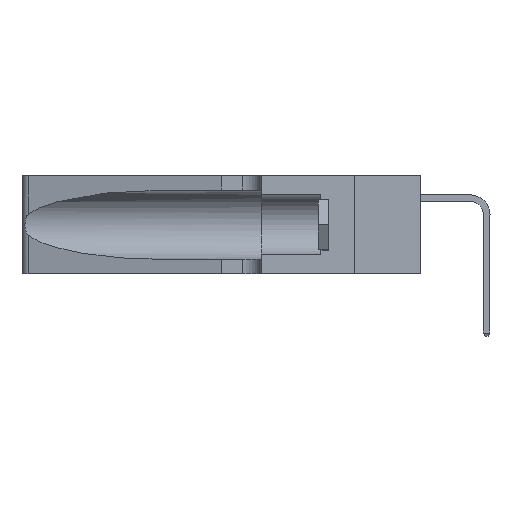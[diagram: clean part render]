
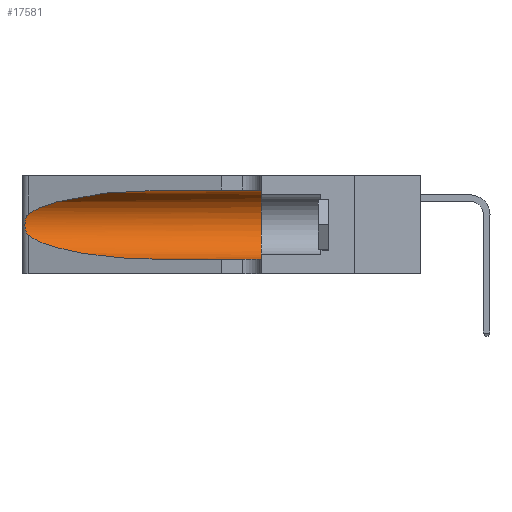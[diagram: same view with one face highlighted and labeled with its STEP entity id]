
A CAD part, left-side view. The second image highlights one B-rep face of the part: STEP entity #17581.
In plain terms, the highlighted cylindrical face has radius 3.308 mm (diameter 6.617 mm), a partial arc.
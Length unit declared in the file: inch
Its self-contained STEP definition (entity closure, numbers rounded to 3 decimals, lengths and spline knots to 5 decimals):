
#129 = EDGE_CURVE ( 'NONE', #6495, #21925, #6318, .T. ) ;
#502 = EDGE_CURVE ( 'NONE', #17213, #6495, #8683, .T. ) ;
#1050 = CARTESIAN_POINT ( 'NONE',  ( 0.25487, 1.22718, 0.14631 ) ) ;
#1246 = CIRCLE ( 'NONE', #11363, 0.13025 ) ;
#1266 = CARTESIAN_POINT ( 'NONE',  ( 0.25487, 1.22718, 0.22369 ) ) ;
#1285 = DIRECTION ( 'NONE',  ( 0., 0., 1. ) ) ;
#1511 = CARTESIAN_POINT ( 'NONE',  ( 0.2373, 1.15595, 0.28018 ) ) ;
#1647 =( BOUNDED_CURVE ( )  B_SPLINE_CURVE ( 3, ( #1050, #11453, #13135, #2827 ),
 .UNSPECIFIED., .F., .F. ) 
 B_SPLINE_CURVE_WITH_KNOTS ( ( 4, 4 ),
 ( 3.44316, 4.71239 ),
 .UNSPECIFIED. ) 
 CURVE ( )  GEOMETRIC_REPRESENTATION_ITEM ( )  RATIONAL_B_SPLINE_CURVE ( ( 1., 0.87, 0.87, 1. ) ) 
 REPRESENTATION_ITEM ( '' )  );
#1934 = CARTESIAN_POINT ( 'NONE',  ( 0.1305, 1.61858, 0.31525 ) ) ;
#2181 = EDGE_CURVE ( 'NONE', #17213, #11017, #16131, .T. ) ;
#2731 = ORIENTED_EDGE ( 'NONE', *, *, #2181, .F. ) ;
#2827 = CARTESIAN_POINT ( 'NONE',  ( 0.1305, 0.72297, 0.05475 ) ) ;
#3425 = CARTESIAN_POINT ( 'NONE',  ( 0.18966, 0.96281, 0.31525 ) ) ;
#3902 = CARTESIAN_POINT ( 'NONE',  ( 0.1305, 0.72297, 0.05475 ) ) ;
#4143 = CARTESIAN_POINT ( 'NONE',  ( 0.25487, 1.22718, 0.22369 ) ) ;
#5660 = DIRECTION ( 'NONE',  ( 0., -1., 0. ) ) ;
#5932 = EDGE_CURVE ( 'NONE', #11017, #8641, #1246, .T. ) ;
#6265 = ORIENTED_EDGE ( 'NONE', *, *, #129, .T. ) ;
#6318 = B_SPLINE_CURVE_WITH_KNOTS ( 'NONE', 3,
 ( #21195, #19511, #19637, #19581, #15546, #17890, #17868, #17199, #15469, #17406, #15369, #16175, #19774, #15762 ),
 .UNSPECIFIED., .F., .F.,
 ( 4, 2, 2, 2, 2, 2, 4 ),
 ( 0., 0.00027, 0.00053, 0.00107, 0.0016, 0.00187, 0.00214 ),
 .UNSPECIFIED. ) ;
#6495 = VERTEX_POINT ( 'NONE', #1266 ) ;
#6578 = DIRECTION ( 'NONE',  ( 0., -1., 0. ) ) ;
#7804 = ORIENTED_EDGE ( 'NONE', *, *, #502, .T. ) ;
#7815 = ORIENTED_EDGE ( 'NONE', *, *, #16000, .T. ) ;
#7821 = EDGE_LOOP ( 'NONE', ( #7804, #6265, #11835, #7815, #9668, #2731 ) ) ;
#7983 = FACE_OUTER_BOUND ( 'NONE', #7821, .T. ) ;
#8641 = VERTEX_POINT ( 'NONE', #18689 ) ;
#8683 =( BOUNDED_CURVE ( )  B_SPLINE_CURVE ( 3, ( #14376, #3425, #1511, #4143 ),
 .UNSPECIFIED., .F., .F. ) 
 B_SPLINE_CURVE_WITH_KNOTS ( ( 4, 4 ),
 ( 1.5708, 2.84003 ),
 .UNSPECIFIED. ) 
 CURVE ( )  GEOMETRIC_REPRESENTATION_ITEM ( )  RATIONAL_B_SPLINE_CURVE ( ( 1., 0.87, 0.87, 1. ) ) 
 REPRESENTATION_ITEM ( '' )  );
#9060 = EDGE_CURVE ( 'NONE', #21925, #14869, #1647, .T. ) ;
#9668 = ORIENTED_EDGE ( 'NONE', *, *, #5932, .F. ) ;
#11017 = VERTEX_POINT ( 'NONE', #14318 ) ;
#11363 = AXIS2_PLACEMENT_3D ( 'NONE', #21696, #11682, #1285 ) ;
#11453 = CARTESIAN_POINT ( 'NONE',  ( 0.2373, 1.15595, 0.08982 ) ) ;
#11682 = DIRECTION ( 'NONE',  ( 0., 1., 0. ) ) ;
#11835 = ORIENTED_EDGE ( 'NONE', *, *, #9060, .T. ) ;
#13135 = CARTESIAN_POINT ( 'NONE',  ( 0.18966, 0.96281, 0.05475 ) ) ;
#13172 = CARTESIAN_POINT ( 'NONE',  ( 0.1305, 0.72297, 0.31525 ) ) ;
#13873 = LINE ( 'NONE', #20022, #17765 ) ;
#13986 = DIRECTION ( 'NONE',  ( 0., -1., 0. ) ) ;
#14318 = CARTESIAN_POINT ( 'NONE',  ( 0.1305, 0.35, 0.31525 ) ) ;
#14376 = CARTESIAN_POINT ( 'NONE',  ( 0.1305, 0.72297, 0.31525 ) ) ;
#14869 = VERTEX_POINT ( 'NONE', #3902 ) ;
#14900 = CARTESIAN_POINT ( 'NONE',  ( 0.25487, 1.22718, 0.14631 ) ) ;
#15344 = CYLINDRICAL_SURFACE ( 'NONE', #20941, 0.13025 ) ;
#15369 = CARTESIAN_POINT ( 'NONE',  ( 0.25789, 1.23486, 0.15765 ) ) ;
#15469 = CARTESIAN_POINT ( 'NONE',  ( 0.26017, 1.23833, 0.17102 ) ) ;
#15546 = CARTESIAN_POINT ( 'NONE',  ( 0.25854, 1.2359, 0.20912 ) ) ;
#15762 = CARTESIAN_POINT ( 'NONE',  ( 0.25487, 1.22718, 0.14631 ) ) ;
#16000 = EDGE_CURVE ( 'NONE', #14869, #8641, #13873, .T. ) ;
#16131 = LINE ( 'NONE', #1934, #18493 ) ;
#16175 = CARTESIAN_POINT ( 'NONE',  ( 0.25639, 1.23186, 0.15144 ) ) ;
#17199 = CARTESIAN_POINT ( 'NONE',  ( 0.26075, 1.23896, 0.178 ) ) ;
#17213 = VERTEX_POINT ( 'NONE', #13172 ) ;
#17406 = CARTESIAN_POINT ( 'NONE',  ( 0.25856, 1.23593, 0.16098 ) ) ;
#17493 = CARTESIAN_POINT ( 'NONE',  ( 0.1305, 1.61858, 0.185 ) ) ;
#17581 = ADVANCED_FACE ( 'NONE', ( #7983 ), #15344, .F. ) ;
#17765 = VECTOR ( 'NONE', #6578, 39.37008 ) ;
#17868 = CARTESIAN_POINT ( 'NONE',  ( 0.26075, 1.23896, 0.19203 ) ) ;
#17890 = CARTESIAN_POINT ( 'NONE',  ( 0.26018, 1.23835, 0.19895 ) ) ;
#18493 = VECTOR ( 'NONE', #13986, 39.37008 ) ;
#18689 = CARTESIAN_POINT ( 'NONE',  ( 0.1305, 0.35, 0.05475 ) ) ;
#19138 = DIRECTION ( 'NONE',  ( 0., 0., -1. ) ) ;
#19511 = CARTESIAN_POINT ( 'NONE',  ( 0.25555, 1.22994, 0.2215 ) ) ;
#19581 = CARTESIAN_POINT ( 'NONE',  ( 0.25787, 1.23484, 0.2124 ) ) ;
#19637 = CARTESIAN_POINT ( 'NONE',  ( 0.25639, 1.23184, 0.21858 ) ) ;
#19774 = CARTESIAN_POINT ( 'NONE',  ( 0.25555, 1.22993, 0.14849 ) ) ;
#20022 = CARTESIAN_POINT ( 'NONE',  ( 0.1305, 1.61858, 0.05475 ) ) ;
#20941 = AXIS2_PLACEMENT_3D ( 'NONE', #17493, #5660, #19138 ) ;
#21195 = CARTESIAN_POINT ( 'NONE',  ( 0.25487, 1.22718, 0.22369 ) ) ;
#21696 = CARTESIAN_POINT ( 'NONE',  ( 0.1305, 0.35, 0.185 ) ) ;
#21925 = VERTEX_POINT ( 'NONE', #14900 ) ;
